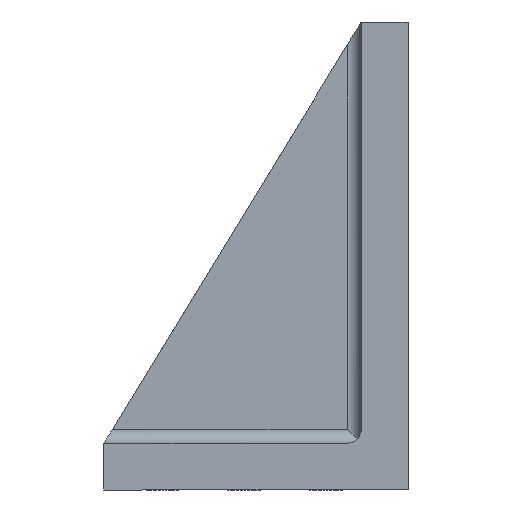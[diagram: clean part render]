
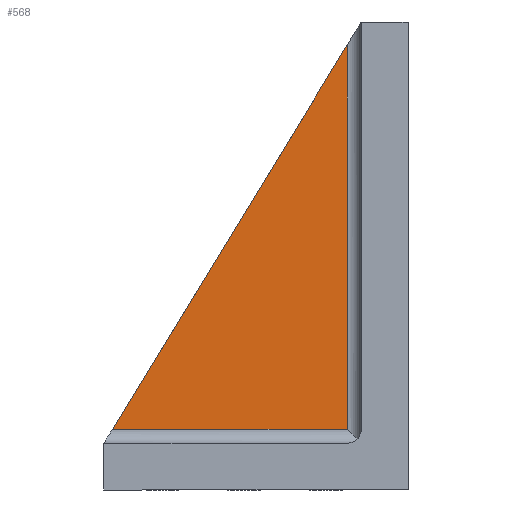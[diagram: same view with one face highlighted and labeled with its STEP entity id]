
A CAD part, front view. The second image highlights one B-rep face of the part: STEP entity #568.
In plain terms, the highlighted planar face has unit normal (0, -1, 0).
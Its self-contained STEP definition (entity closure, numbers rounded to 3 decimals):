
#488=EDGE_CURVE('',#502,#626,#986,.T.);
#502=VERTEX_POINT('',#1001);
#568=ADVANCED_FACE('',(#1076),#1077,.T.);
#582=VERTEX_POINT('',#1093);
#584=EDGE_CURVE('',#502,#582,#1095,.T.);
#626=VERTEX_POINT('',#1140);
#654=EDGE_CURVE('',#582,#626,#1171,.T.);
#986=LINE('',#1624,#1625);
#1001=CARTESIAN_POINT('',(-126.333,12.5,26.));
#1076=FACE_OUTER_BOUND('',#1755,.T.);
#1077=PLANE('',#1756);
#1093=CARTESIAN_POINT('',(-26.,12.5,190.182));
#1095=LINE('',#1786,#1787);
#1140=CARTESIAN_POINT('',(-26.,12.5,26.));
#1171=LINE('',#1889,#1890);
#1624=CARTESIAN_POINT('',(-130.0,12.5,26.));
#1625=VECTOR('',#2273,1.0);
#1755=EDGE_LOOP('',(#2364,#2365,#2366));
#1756=AXIS2_PLACEMENT_3D('',#2367,#2368,#2369);
#1786=CARTESIAN_POINT('',(-47.5,12.5,155.0));
#1787=VECTOR('',#2393,1.0);
#1889=CARTESIAN_POINT('',(-26.,12.5,200.0));
#1890=VECTOR('',#2484,1.0);
#2273=DIRECTION('',(1.0,0.0,0.0));
#2364=ORIENTED_EDGE('',*,*,#654,.F.);
#2365=ORIENTED_EDGE('',*,*,#584,.F.);
#2366=ORIENTED_EDGE('',*,*,#488,.T.);
#2367=CARTESIAN_POINT('',(-75.,12.5,110.0));
#2368=DIRECTION('',(0.0,-1.0,0.0));
#2369=DIRECTION('',(1.0,0.0,0.0));
#2393=DIRECTION('',(0.521,0.0,0.853));
#2484=DIRECTION('',(0.0,0.0,-1.0));
